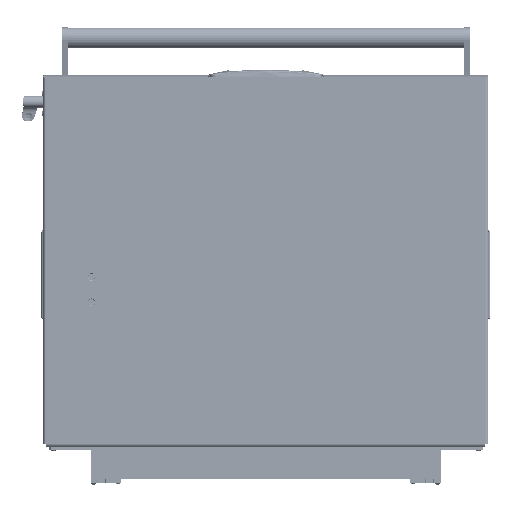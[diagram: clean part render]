
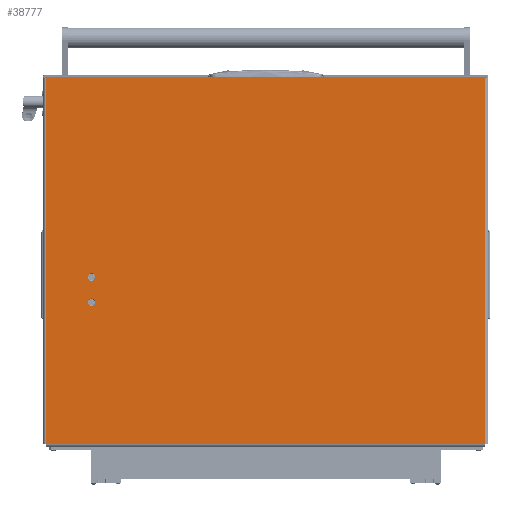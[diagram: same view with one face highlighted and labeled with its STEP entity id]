
A CAD part, front view. The second image highlights one B-rep face of the part: STEP entity #38777.
In plain terms, the highlighted face is planar.
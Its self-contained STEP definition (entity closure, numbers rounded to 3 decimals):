
#3687 = CARTESIAN_POINT ( 'NONE',  ( 0., 610., 0. ) ) ;
#5535 = VECTOR ( 'NONE', #37422, 1000. ) ;
#5646 = DIRECTION ( 'NONE',  ( 0., 1., 0. ) ) ;
#5823 = CARTESIAN_POINT ( 'NONE',  ( 0., 608., 0. ) ) ;
#7617 = ORIENTED_EDGE ( 'NONE', *, *, #30998, .F. ) ;
#8215 = VERTEX_POINT ( 'NONE', #81160 ) ;
#8740 = EDGE_CURVE ( 'NONE', #138213, #39631, #93968, .T. ) ;
#10383 = CARTESIAN_POINT ( 'NONE',  ( -2., -2., 0. ) ) ;
#10957 = ORIENTED_EDGE ( 'NONE', *, *, #67800, .F. ) ;
#11410 = VECTOR ( 'NONE', #40643, 1000. ) ;
#15273 = CARTESIAN_POINT ( 'NONE',  ( 506., 608., 0. ) ) ;
#15672 = CIRCLE ( 'NONE', #98076, 5.2 ) ;
#15895 = CARTESIAN_POINT ( 'NONE',  ( 506., 0., 0. ) ) ;
#16192 = AXIS2_PLACEMENT_3D ( 'NONE', #105920, #49492, #27897 ) ;
#16315 = CARTESIAN_POINT ( 'NONE',  ( 275., 545., 0. ) ) ;
#16338 = CARTESIAN_POINT ( 'NONE',  ( 0., 0., 0. ) ) ;
#20933 = CARTESIAN_POINT ( 'NONE',  ( -2., 610., 0. ) ) ;
#25531 = EDGE_LOOP ( 'NONE', ( #7617, #119886, #27975, #103319, #116510, #53636, #111464, #139783 ) ) ;
#26185 = LINE ( 'NONE', #34435, #60408 ) ;
#27868 = DIRECTION ( 'NONE',  ( 0., 0., -1. ) ) ;
#27897 = DIRECTION ( 'NONE',  ( -1., 0., 0. ) ) ;
#27975 = ORIENTED_EDGE ( 'NONE', *, *, #48649, .T. ) ;
#30000 = CARTESIAN_POINT ( 'NONE',  ( 0., -4., 0. ) ) ;
#30856 = VERTEX_POINT ( 'NONE', #15273 ) ;
#30998 = EDGE_CURVE ( 'NONE', #138213, #136929, #117091, .T. ) ;
#31412 = CARTESIAN_POINT ( 'NONE',  ( 280.2, 545., 0. ) ) ;
#32294 = DIRECTION ( 'NONE',  ( 0., 0., -1. ) ) ;
#34435 = CARTESIAN_POINT ( 'NONE',  ( 506., 608., 0. ) ) ;
#37422 = DIRECTION ( 'NONE',  ( -1., 0., 0. ) ) ;
#38777 = ADVANCED_FACE ( 'NONE', ( #41623, #120475, #63847 ), #71465, .T. ) ;
#39631 = VERTEX_POINT ( 'NONE', #10383 ) ;
#40643 = DIRECTION ( 'NONE',  ( 0., 1., 0. ) ) ;
#41623 = FACE_BOUND ( 'NONE', #67983, .T. ) ;
#43099 = VERTEX_POINT ( 'NONE', #75671 ) ;
#43796 = CARTESIAN_POINT ( 'NONE',  ( 275., 545., 0. ) ) ;
#44557 = CIRCLE ( 'NONE', #83229, 5.2 ) ;
#46399 = DIRECTION ( 'NONE',  ( 1., 0., 0. ) ) ;
#47467 = EDGE_CURVE ( 'NONE', #8215, #80439, #44557, .T. ) ;
#48649 = EDGE_CURVE ( 'NONE', #39631, #108005, #124537, .T. ) ;
#49216 = AXIS2_PLACEMENT_3D ( 'NONE', #5823, #27868, #104489 ) ;
#49492 = DIRECTION ( 'NONE',  ( 0., 0., -1. ) ) ;
#51016 = EDGE_CURVE ( 'NONE', #30856, #66520, #26185, .T. ) ;
#52687 = CARTESIAN_POINT ( 'NONE',  ( 0., -2., 0. ) ) ;
#53636 = ORIENTED_EDGE ( 'NONE', *, *, #63926, .F. ) ;
#58825 = VECTOR ( 'NONE', #103502, 1000. ) ;
#58994 = LINE ( 'NONE', #3687, #110351 ) ;
#60408 = VECTOR ( 'NONE', #122072, 1000. ) ;
#63206 = ORIENTED_EDGE ( 'NONE', *, *, #81434, .F. ) ;
#63847 = FACE_OUTER_BOUND ( 'NONE', #25531, .T. ) ;
#63926 = EDGE_CURVE ( 'NONE', #30856, #109682, #111810, .T. ) ;
#66520 = VERTEX_POINT ( 'NONE', #15895 ) ;
#67800 = EDGE_CURVE ( 'NONE', #43099, #108244, #68046, .T. ) ;
#67983 = EDGE_LOOP ( 'NONE', ( #89899, #63206 ) ) ;
#68046 = CIRCLE ( 'NONE', #133996, 5.2 ) ;
#68687 = DIRECTION ( 'NONE',  ( 0., 0., -1. ) ) ;
#70810 = VECTOR ( 'NONE', #95566, 1000. ) ;
#71465 = PLANE ( 'NONE',  #49216 ) ;
#71777 = CARTESIAN_POINT ( 'NONE',  ( 0., -4., 0. ) ) ;
#75671 = CARTESIAN_POINT ( 'NONE',  ( 315.2, 545., 0. ) ) ;
#75868 = DIRECTION ( 'NONE',  ( -1., 0., 0. ) ) ;
#77962 = EDGE_LOOP ( 'NONE', ( #122409, #10957 ) ) ;
#79741 = DIRECTION ( 'NONE',  ( -1., 0., 0. ) ) ;
#80154 = EDGE_CURVE ( 'NONE', #108005, #113558, #58994, .T. ) ;
#80439 = VERTEX_POINT ( 'NONE', #31412 ) ;
#81098 = LINE ( 'NONE', #16338, #58825 ) ;
#81160 = CARTESIAN_POINT ( 'NONE',  ( 269.8, 545., 0. ) ) ;
#81434 = EDGE_CURVE ( 'NONE', #80439, #8215, #15672, .T. ) ;
#83229 = AXIS2_PLACEMENT_3D ( 'NONE', #43796, #32294, #75868 ) ;
#84224 = CARTESIAN_POINT ( 'NONE',  ( -2., -4., 0. ) ) ;
#85738 = CIRCLE ( 'NONE', #16192, 5.2 ) ;
#88011 = LINE ( 'NONE', #30000, #70810 ) ;
#88035 = VECTOR ( 'NONE', #5646, 1000. ) ;
#89899 = ORIENTED_EDGE ( 'NONE', *, *, #47467, .F. ) ;
#91849 = DIRECTION ( 'NONE',  ( -1., 0., 0. ) ) ;
#92974 = DIRECTION ( 'NONE',  ( 0., 0., -1. ) ) ;
#93968 = LINE ( 'NONE', #101940, #114584 ) ;
#95566 = DIRECTION ( 'NONE',  ( 0., 1., 0. ) ) ;
#96921 = CARTESIAN_POINT ( 'NONE',  ( 0., 608., 0. ) ) ;
#98076 = AXIS2_PLACEMENT_3D ( 'NONE', #16315, #92974, #126904 ) ;
#99249 = EDGE_CURVE ( 'NONE', #136929, #66520, #81098, .T. ) ;
#101940 = CARTESIAN_POINT ( 'NONE',  ( 0., -2., 0. ) ) ;
#102655 = CARTESIAN_POINT ( 'NONE',  ( 310., 545., 0. ) ) ;
#103319 = ORIENTED_EDGE ( 'NONE', *, *, #80154, .T. ) ;
#103502 = DIRECTION ( 'NONE',  ( 1., 0., 0. ) ) ;
#104489 = DIRECTION ( 'NONE',  ( -1., 0., 0. ) ) ;
#105920 = CARTESIAN_POINT ( 'NONE',  ( 310., 545., 0. ) ) ;
#107191 = EDGE_CURVE ( 'NONE', #108244, #43099, #85738, .T. ) ;
#108005 = VERTEX_POINT ( 'NONE', #20933 ) ;
#108244 = VERTEX_POINT ( 'NONE', #124356 ) ;
#109682 = VERTEX_POINT ( 'NONE', #96921 ) ;
#110351 = VECTOR ( 'NONE', #46399, 1000. ) ;
#111464 = ORIENTED_EDGE ( 'NONE', *, *, #51016, .T. ) ;
#111810 = LINE ( 'NONE', #113993, #5535 ) ;
#113558 = VERTEX_POINT ( 'NONE', #132808 ) ;
#113993 = CARTESIAN_POINT ( 'NONE',  ( 0., 608., 0. ) ) ;
#114584 = VECTOR ( 'NONE', #91849, 1000. ) ;
#116510 = ORIENTED_EDGE ( 'NONE', *, *, #134419, .F. ) ;
#117091 = LINE ( 'NONE', #71777, #88035 ) ;
#119886 = ORIENTED_EDGE ( 'NONE', *, *, #8740, .T. ) ;
#120475 = FACE_BOUND ( 'NONE', #77962, .T. ) ;
#122072 = DIRECTION ( 'NONE',  ( 0., -1., 0. ) ) ;
#122409 = ORIENTED_EDGE ( 'NONE', *, *, #107191, .F. ) ;
#124356 = CARTESIAN_POINT ( 'NONE',  ( 304.8, 545., 0. ) ) ;
#124537 = LINE ( 'NONE', #84224, #11410 ) ;
#126667 = CARTESIAN_POINT ( 'NONE',  ( 0., 0., 0. ) ) ;
#126904 = DIRECTION ( 'NONE',  ( -1., 0., 0. ) ) ;
#132808 = CARTESIAN_POINT ( 'NONE',  ( 0., 610., 0. ) ) ;
#133996 = AXIS2_PLACEMENT_3D ( 'NONE', #102655, #68687, #79741 ) ;
#134419 = EDGE_CURVE ( 'NONE', #109682, #113558, #88011, .T. ) ;
#136929 = VERTEX_POINT ( 'NONE', #126667 ) ;
#138213 = VERTEX_POINT ( 'NONE', #52687 ) ;
#139783 = ORIENTED_EDGE ( 'NONE', *, *, #99249, .F. ) ;
